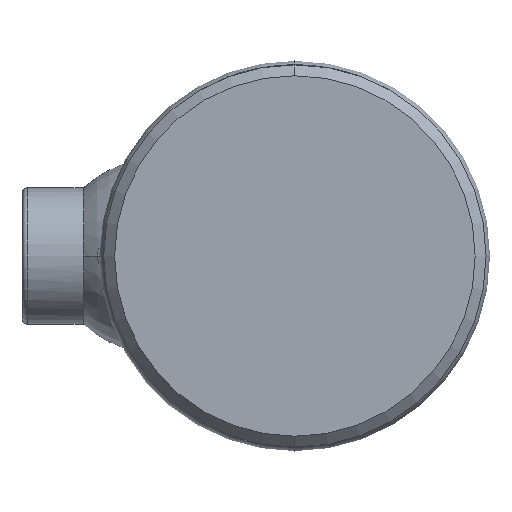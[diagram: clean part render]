
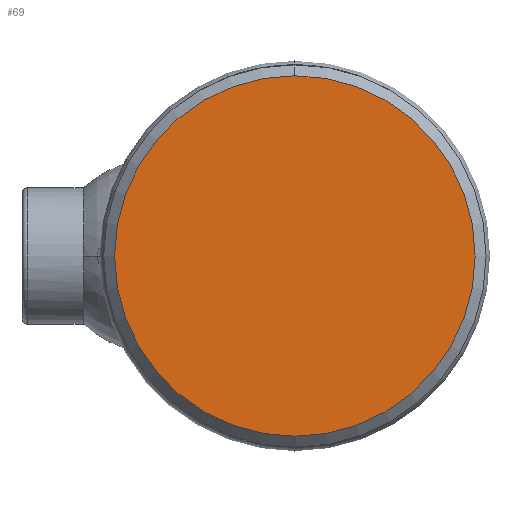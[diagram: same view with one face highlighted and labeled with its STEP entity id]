
A CAD part, left-side view. The second image highlights one B-rep face of the part: STEP entity #69.
In plain terms, the highlighted planar face has unit normal (-1, 0, 0).
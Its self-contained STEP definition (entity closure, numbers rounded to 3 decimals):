
#69 = ADVANCED_FACE ( 'NONE', ( #2530 ), #124, .F. ) ;
#97 = EDGE_CURVE ( 'NONE', #2944, #2991, #2542, .T. ) ;
#124 = PLANE ( 'NONE',  #451 ) ;
#204 = CARTESIAN_POINT ( 'NONE',  ( 0., 0., -33. ) ) ;
#345 = CARTESIAN_POINT ( 'NONE',  ( 0., 0., 33. ) ) ;
#451 = AXIS2_PLACEMENT_3D ( 'NONE', #811, #3659, #3653 ) ;
#678 = CIRCLE ( 'NONE', #2468, 33. ) ;
#811 = CARTESIAN_POINT ( 'NONE',  ( 0., 0., 0. ) ) ;
#832 = AXIS2_PLACEMENT_3D ( 'NONE', #3579, #3575, #3562 ) ;
#2076 = EDGE_CURVE ( 'NONE', #2991, #2944, #678, .T. ) ;
#2468 = AXIS2_PLACEMENT_3D ( 'NONE', #2945, #2779, #2828 ) ;
#2530 = FACE_OUTER_BOUND ( 'NONE', #3602, .T. ) ;
#2542 = CIRCLE ( 'NONE', #832, 33. ) ;
#2773 = ORIENTED_EDGE ( 'NONE', *, *, #2076, .T. ) ;
#2779 = DIRECTION ( 'NONE',  ( -1., 0., 0. ) ) ;
#2785 = ORIENTED_EDGE ( 'NONE', *, *, #97, .T. ) ;
#2828 = DIRECTION ( 'NONE',  ( 0., 0., -1. ) ) ;
#2944 = VERTEX_POINT ( 'NONE', #345 ) ;
#2945 = CARTESIAN_POINT ( 'NONE',  ( 0., 0., 0. ) ) ;
#2991 = VERTEX_POINT ( 'NONE', #204 ) ;
#3562 = DIRECTION ( 'NONE',  ( 0., 0., -1. ) ) ;
#3575 = DIRECTION ( 'NONE',  ( -1., 0., 0. ) ) ;
#3579 = CARTESIAN_POINT ( 'NONE',  ( 0., 0., 0. ) ) ;
#3602 = EDGE_LOOP ( 'NONE', ( #2773, #2785 ) ) ;
#3653 = DIRECTION ( 'NONE',  ( 0., 0., -1. ) ) ;
#3659 = DIRECTION ( 'NONE',  ( 1., 0., 0. ) ) ;
